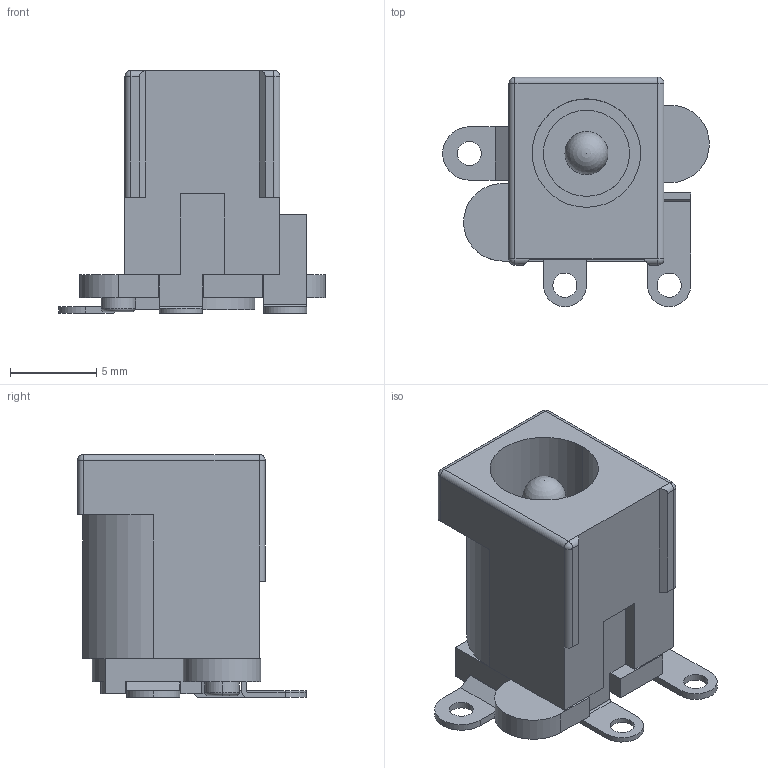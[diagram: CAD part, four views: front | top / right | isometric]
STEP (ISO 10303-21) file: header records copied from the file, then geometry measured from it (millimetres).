
FILE_DESCRIPTION (( 'STEP AP214' ), '1' );
FILE_NAME ('CUI_DEVICES_PJ-070BH-SMT-TR.step', '2019-10-20T23:34:19', ( '' ), ( '' ), 'SwSTEP 2.0', 'SolidWorks 2019', '' );
FILE_SCHEMA (( 'AUTOMOTIVE_DESIGN' ));
Length unit declared in the file: inch
Products named in the file (1): CUI_DEVICES_PJ-070BH-SMT-TR
Bounding box: 15.48 x 13.3 x 14.1 mm (x, y, z)
Volume: 978 mm3; surface area: 1364.9 mm2
Topology: 5 solids, 5 shells, 132 faces, 331 edges, 211 vertices
Faces by surface type: plane 72, cylinder 47, torus 8, sphere 5
Entity records: 5687 total; most frequent: DIRECTION 701, CARTESIAN_POINT 674, ORIENTED_EDGE 650, EDGE_CURVE 325, AXIS2_PLACEMENT_3D 245, LINE 211, VECTOR 211, VERTEX_POINT 210
